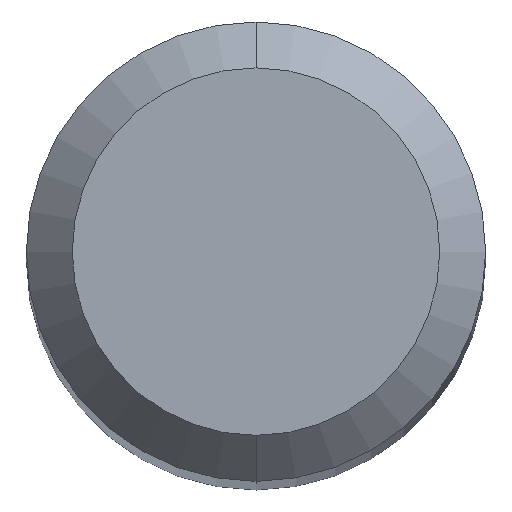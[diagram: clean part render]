
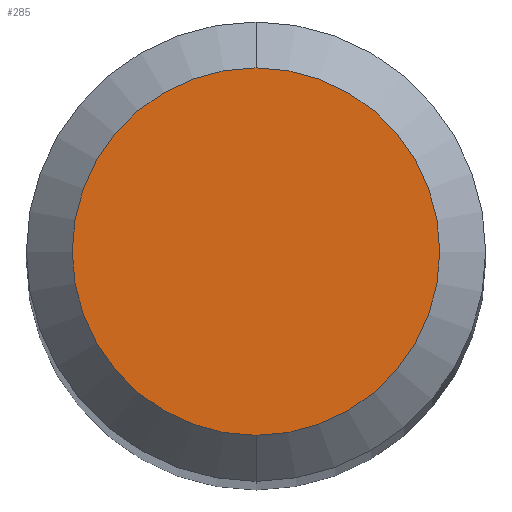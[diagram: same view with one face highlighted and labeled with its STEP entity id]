
A CAD part, top view. The second image highlights one B-rep face of the part: STEP entity #285.
In plain terms, the highlighted planar face has unit normal (0, 0, 1).
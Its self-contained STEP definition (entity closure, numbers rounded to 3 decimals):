
#203=VERTEX_POINT('',#513);
#275=VERTEX_POINT('',#592);
#285=ADVANCED_FACE('',(#603),#604,.T.);
#353=EDGE_CURVE('',#203,#275,#678,.T.);
#441=EDGE_CURVE('',#275,#203,#773,.T.);
#513=CARTESIAN_POINT('',(0.0,1.2,0.0));
#592=CARTESIAN_POINT('',(0.,-1.2,0.0));
#603=FACE_OUTER_BOUND('',#1112,.T.);
#604=PLANE('',#1113);
#678=CIRCLE('',#1259,1.2);
#773=CIRCLE('',#1412,1.2);
#1112=EDGE_LOOP('',(#1582,#1583));
#1113=AXIS2_PLACEMENT_3D('',#1584,#1585,#1586);
#1259=AXIS2_PLACEMENT_3D('',#1661,#1662,#1663);
#1412=AXIS2_PLACEMENT_3D('',#1758,#1759,#1760);
#1582=ORIENTED_EDGE('',*,*,#353,.F.);
#1583=ORIENTED_EDGE('',*,*,#441,.F.);
#1584=CARTESIAN_POINT('',(0.0,0.6,0.0));
#1585=DIRECTION('',(-0.0,0.0,1.0));
#1586=DIRECTION('',(0.0,-1.0,0.0));
#1661=CARTESIAN_POINT('',(0.0,0.0,0.0));
#1662=DIRECTION('',(0.0,0.0,-1.0));
#1663=DIRECTION('',(0.0,1.0,0.0));
#1758=CARTESIAN_POINT('',(0.0,0.0,0.0));
#1759=DIRECTION('',(0.0,0.0,-1.0));
#1760=DIRECTION('',(0.0,1.0,0.0));
